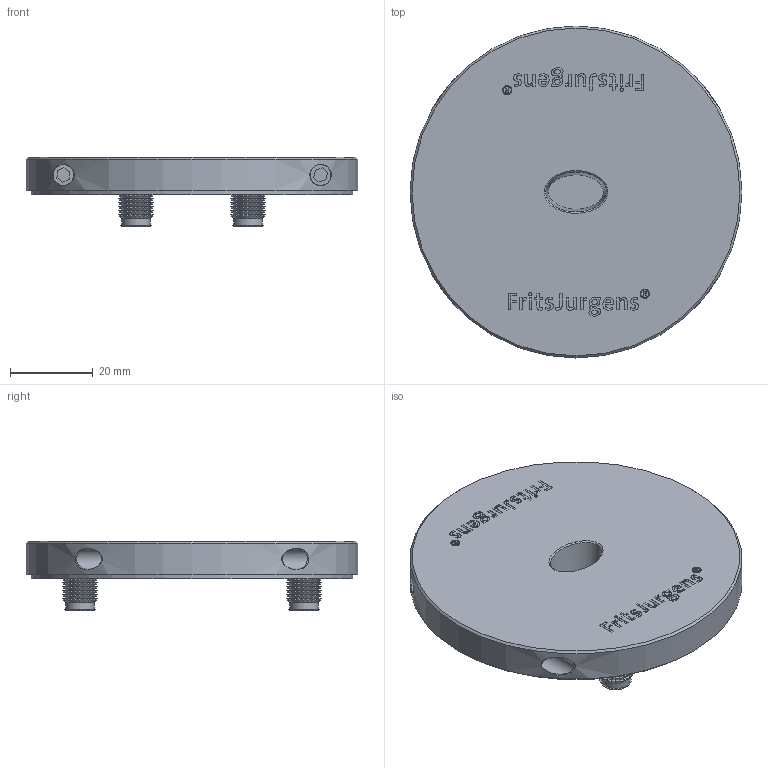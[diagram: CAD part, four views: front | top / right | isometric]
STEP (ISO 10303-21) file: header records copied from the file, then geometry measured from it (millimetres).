
FILE_DESCRIPTION (( 'STEP AP214' ), '1' );
FILE_NAME ('Assy Round 80.STEP', '2020-06-25T07:14:04', ( '' ), ( '' ), 'SwSTEP 2.0', 'SolidWorks 2020', '' );
FILE_SCHEMA (( 'AUTOMOTIVE_DESIGN' ));
Length unit declared in the file: millimetre
Products named in the file (1): Assy Round 80
Bounding box: 80 x 80 x 16.7 mm (x, y, z)
Volume: 34566.2 mm3; surface area: 26530.2 mm2
Topology: 1 solids, 2 shells, 2095 faces, 5910 edges, 3909 vertices
Faces by surface type: plane 1594, cylinder 412, cone 79, bspline 10
Full cylindrical faces by diameter (mm): 1.85 x2, 2.208 x2, 5 x12, 6.85 x4, 24 x1, 24.1 x1, 77.6 x1, 80 x1
Entity records: 75350 total; most frequent: CARTESIAN_POINT 22461, ORIENTED_EDGE 11620, DIRECTION 10284, EDGE_CURVE 5810, VERTEX_POINT 3884, AXIS2_PLACEMENT_3D 3569, LINE 3146, VECTOR 3146
